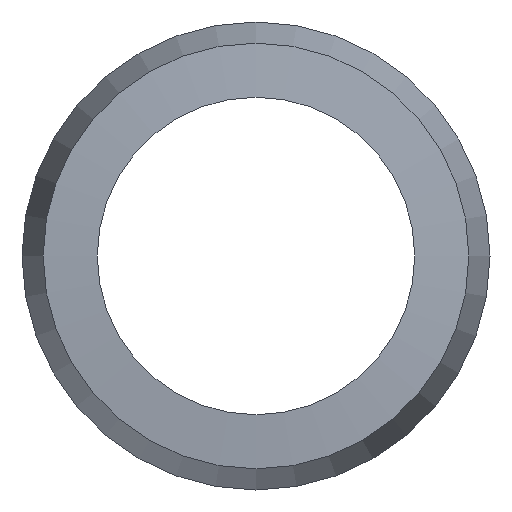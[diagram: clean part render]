
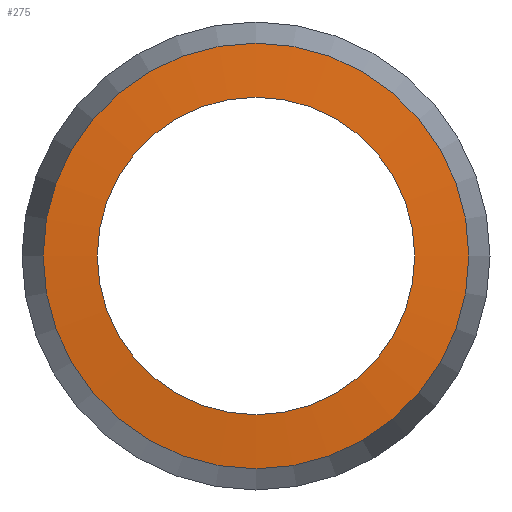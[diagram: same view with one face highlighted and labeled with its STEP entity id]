
A CAD part, left-side view. The second image highlights one B-rep face of the part: STEP entity #275.
In plain terms, the highlighted conical face has half-angle 85 degrees and reference radius 22.236 mm.
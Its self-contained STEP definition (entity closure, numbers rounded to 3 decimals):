
#15=CONICAL_SURFACE('',#309,22.236,85.);
#34=FACE_BOUND('',#88,.T.);
#57=FACE_OUTER_BOUND('',#87,.T.);
#87=EDGE_LOOP('',(#202));
#88=EDGE_LOOP('',(#203));
#127=CIRCLE('',#308,25.472);
#128=CIRCLE('',#310,19.);
#150=VERTEX_POINT('',#457);
#151=VERTEX_POINT('',#460);
#173=EDGE_CURVE('',#150,#150,#127,.T.);
#174=EDGE_CURVE('',#151,#151,#128,.T.);
#202=ORIENTED_EDGE('',*,*,#174,.F.);
#203=ORIENTED_EDGE('',*,*,#173,.T.);
#275=ADVANCED_FACE('',(#57,#34),#15,.T.);
#308=AXIS2_PLACEMENT_3D('',#458,#371,#372);
#309=AXIS2_PLACEMENT_3D('',#459,#373,#374);
#310=AXIS2_PLACEMENT_3D('',#461,#375,#376);
#371=DIRECTION('center_axis',(-1.,0.,0.));
#372=DIRECTION('ref_axis',(0.,0.,1.));
#373=DIRECTION('center_axis',(1.,0.,0.));
#374=DIRECTION('ref_axis',(0.,1.,0.));
#375=DIRECTION('center_axis',(-1.,0.,0.));
#376=DIRECTION('ref_axis',(0.,0.,1.));
#457=CARTESIAN_POINT('',(-101.434,25.472,0.));
#458=CARTESIAN_POINT('Origin',(-101.434,0.,0.));
#459=CARTESIAN_POINT('Origin',(-101.717,0.,0.));
#460=CARTESIAN_POINT('',(-102.,19.,0.));
#461=CARTESIAN_POINT('Origin',(-102.,0.,0.));
